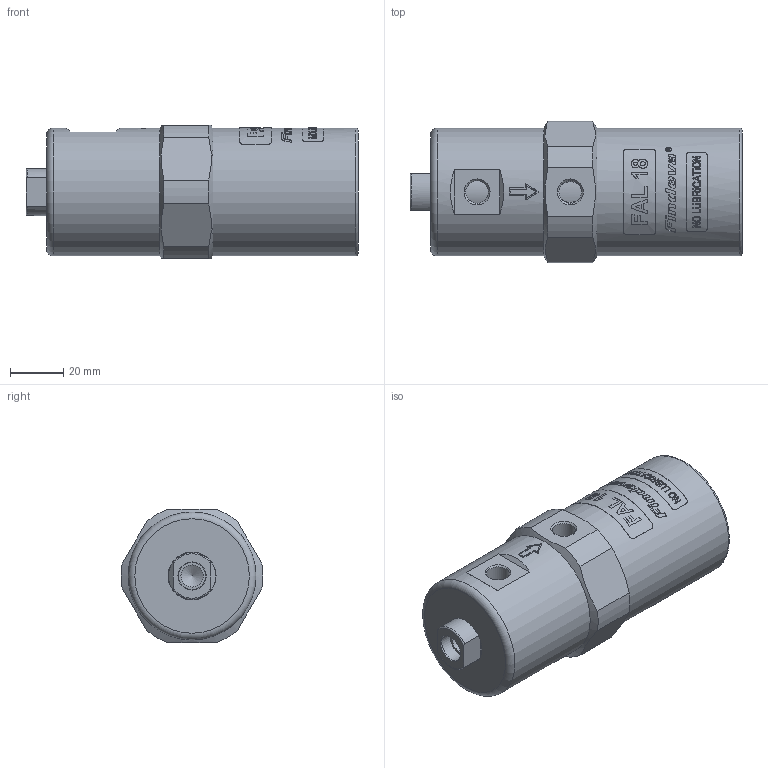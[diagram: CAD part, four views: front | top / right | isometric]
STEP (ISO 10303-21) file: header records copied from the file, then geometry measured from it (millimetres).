
FILE_DESCRIPTION((''),'2;1');
FILE_NAME('9718-00-M.stp','2012-04-02T23:25:39',('Petr'),(''),'Autodesk Inventor 2011','Autodesk Inventor 2011','');
FILE_SCHEMA(('CONFIG_CONTROL_DESIGN'));
Length unit declared in the file: millimetre
Products named in the file (1): 9718-00-M
Bounding box: 124.7 x 53.26 x 50 mm (x, y, z)
Volume: 214041.8 mm3; surface area: 24429.2 mm2
Topology: 1 solids, 1 shells, 437 faces, 1140 edges, 757 vertices
Faces by surface type: plane 177, bspline 170, cylinder 72, cone 14, torus 4
Full cylindrical faces by diameter (mm): 6.3 x2, 8.376 x2, 8.566 x2, 10.3 x1, 17.7 x1, 18 x1, 48 x2
Entity records: 49374 total; most frequent: CARTESIAN_POINT 39978, ORIENTED_EDGE 2206, DIRECTION 1305, EDGE_CURVE 1103, VERTEX_POINT 745, EDGE_LOOP 514, B_SPLINE_CURVE_WITH_KNOTS 496, AXIS2_PLACEMENT_3D 442
